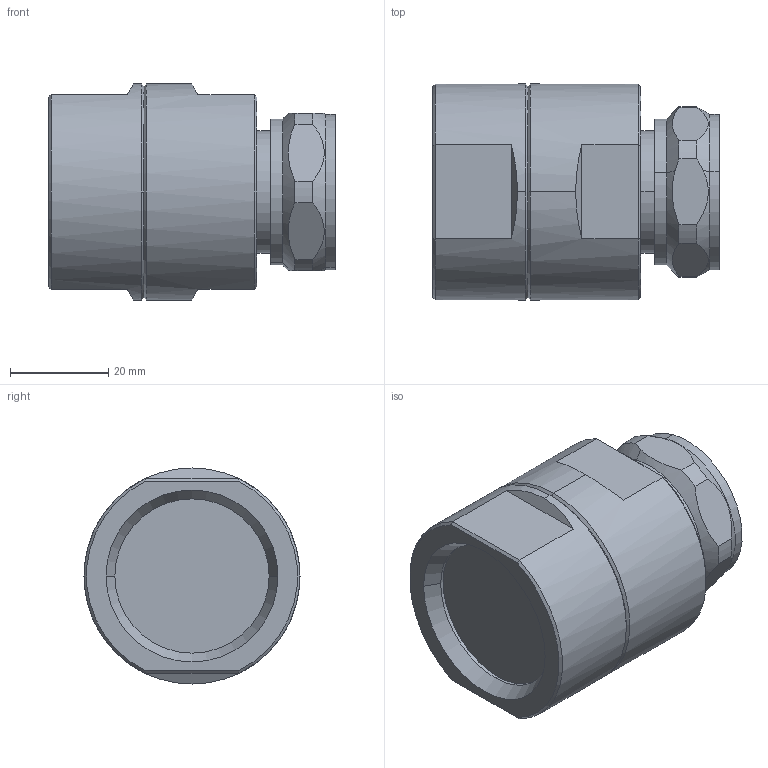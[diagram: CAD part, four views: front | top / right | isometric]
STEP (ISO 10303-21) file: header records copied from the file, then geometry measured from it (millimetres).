
FILE_DESCRIPTION (( 'STEP AP214' ), '1' );
FILE_NAME ('3190-2781(EZ-1200-716MC-2).STEP', '2020-11-12T02:56:12', ( '' ), ( '' ), 'SwSTEP 2.0', 'SolidWorks 2017', '' );
FILE_SCHEMA (( 'AUTOMOTIVE_DESIGN' ));
Length unit declared in the file: millimetre
Products named in the file (1): 3190-2781(EZ-1200-716MC-2)
Bounding box: 58.4 x 44 x 44 mm (x, y, z)
Volume: 66069 mm3; surface area: 14662.8 mm2
Topology: 1 solids, 1 shells, 196 faces, 436 edges, 256 vertices
Faces by surface type: cone 78, cylinder 70, plane 34, bspline 14
Entity records: 5772 total; most frequent: CARTESIAN_POINT 1383, DIRECTION 988, ORIENTED_EDGE 872, EDGE_CURVE 436, AXIS2_PLACEMENT_3D 409, VERTEX_POINT 256, CIRCLE 226, EDGE_LOOP 210
